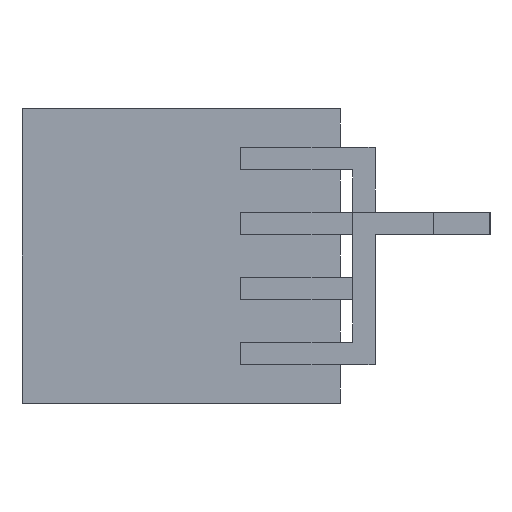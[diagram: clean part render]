
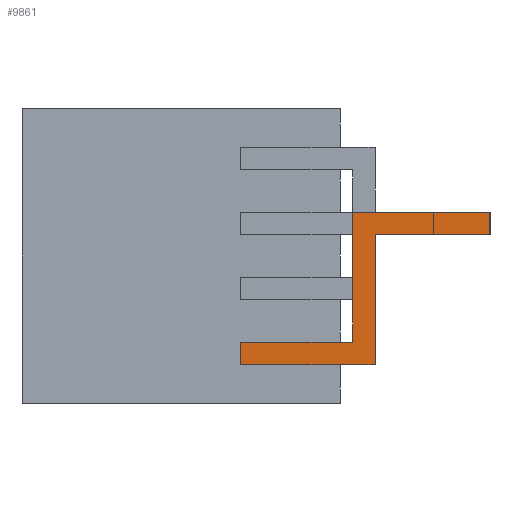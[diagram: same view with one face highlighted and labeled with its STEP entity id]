
A CAD part, left-side view. The second image highlights one B-rep face of the part: STEP entity #9861.
In plain terms, the highlighted planar face has unit normal (-1, 0, 0).
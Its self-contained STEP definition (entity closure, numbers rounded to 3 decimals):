
#328 = CARTESIAN_POINT ( 'NONE',  ( -999.5, -4.75, -6.9 ) ) ;
#1306 = DIRECTION ( 'NONE',  ( 1., 0., 0. ) ) ;
#2539 = VECTOR ( 'NONE', #4182, 1000. ) ;
#2759 = DIRECTION ( 'NONE',  ( 0., 1., 0. ) ) ;
#2779 = CARTESIAN_POINT ( 'NONE',  ( -999.5, -15.55, 1.7 ) ) ;
#2797 = CARTESIAN_POINT ( 'NONE',  ( -999.5, -15.55, -8.7 ) ) ;
#3474 = DIRECTION ( 'NONE',  ( 0., 0., 1. ) ) ;
#3648 = LINE ( 'NONE', #19202, #8431 ) ;
#4068 = CARTESIAN_POINT ( 'NONE',  ( -999.5, -15.55, 1.7 ) ) ;
#4182 = DIRECTION ( 'NONE',  ( 0., 1., 0. ) ) ;
#4798 = ORIENTED_EDGE ( 'NONE', *, *, #24331, .F. ) ;
#4836 = DIRECTION ( 'NONE',  ( 0., 1., 0. ) ) ;
#5294 = LINE ( 'NONE', #2797, #20989 ) ;
#5307 = LINE ( 'NONE', #12623, #15554 ) ;
#6303 = VERTEX_POINT ( 'NONE', #9682 ) ;
#6431 = CARTESIAN_POINT ( 'NONE',  ( -999.5, -4.75, -6.9 ) ) ;
#7054 = FACE_OUTER_BOUND ( 'NONE', #9876, .T. ) ;
#7061 = EDGE_CURVE ( 'NONE', #26448, #15904, #19014, .T. ) ;
#7960 = LINE ( 'NONE', #18486, #2539 ) ;
#8117 = CARTESIAN_POINT ( 'NONE',  ( -999.5, -24.75, 1.7 ) ) ;
#8358 = DIRECTION ( 'NONE',  ( 0., -1., 0. ) ) ;
#8431 = VECTOR ( 'NONE', #2759, 1000. ) ;
#8551 = ORIENTED_EDGE ( 'NONE', *, *, #14062, .F. ) ;
#9682 = CARTESIAN_POINT ( 'NONE',  ( -999.5, -4.75, -8.7 ) ) ;
#9732 = ORIENTED_EDGE ( 'NONE', *, *, #7061, .F. ) ;
#9861 = ADVANCED_FACE ( 'NONE', ( #7054 ), #11506, .F. ) ;
#9876 = EDGE_LOOP ( 'NONE', ( #14936, #24075, #15613, #15467, #4798, #10032, #22552, #9732, #8551, #11086 ) ) ;
#10032 = ORIENTED_EDGE ( 'NONE', *, *, #14633, .F. ) ;
#10634 = DIRECTION ( 'NONE',  ( 0., -1., 0. ) ) ;
#11047 = VERTEX_POINT ( 'NONE', #18711 ) ;
#11086 = ORIENTED_EDGE ( 'NONE', *, *, #12794, .F. ) ;
#11506 = PLANE ( 'NONE',  #18585 ) ;
#11538 = EDGE_CURVE ( 'NONE', #16384, #14179, #16251, .T. ) ;
#12025 = LINE ( 'NONE', #21322, #26445 ) ;
#12623 = CARTESIAN_POINT ( 'NONE',  ( -999.5, -4.75, -6.9 ) ) ;
#12686 = CARTESIAN_POINT ( 'NONE',  ( -999.5, -12.75, -6.9 ) ) ;
#12794 = EDGE_CURVE ( 'NONE', #14960, #6303, #5294, .T. ) ;
#12970 = DIRECTION ( 'NONE',  ( 0., 0., -1. ) ) ;
#13449 = EDGE_CURVE ( 'NONE', #14179, #16307, #3648, .T. ) ;
#13664 = CARTESIAN_POINT ( 'NONE',  ( -999.5, -13.75, -6.9 ) ) ;
#13879 = LINE ( 'NONE', #13664, #19327 ) ;
#14062 = EDGE_CURVE ( 'NONE', #6303, #26448, #23171, .T. ) ;
#14129 = DIRECTION ( 'NONE',  ( 0., 0., -1. ) ) ;
#14179 = VERTEX_POINT ( 'NONE', #8117 ) ;
#14633 = EDGE_CURVE ( 'NONE', #11047, #20736, #13879, .T. ) ;
#14718 = CARTESIAN_POINT ( 'NONE',  ( -999.5, -12.75, -8.7 ) ) ;
#14936 = ORIENTED_EDGE ( 'NONE', *, *, #22636, .F. ) ;
#14960 = VERTEX_POINT ( 'NONE', #14718 ) ;
#15467 = ORIENTED_EDGE ( 'NONE', *, *, #11538, .F. ) ;
#15554 = VECTOR ( 'NONE', #10634, 1000. ) ;
#15613 = ORIENTED_EDGE ( 'NONE', *, *, #13449, .F. ) ;
#15647 = DIRECTION ( 'NONE',  ( 0., 0., -1. ) ) ;
#15904 = VERTEX_POINT ( 'NONE', #12686 ) ;
#15922 = DIRECTION ( 'NONE',  ( 0., 0., 1. ) ) ;
#16251 = LINE ( 'NONE', #18246, #21700 ) ;
#16307 = VERTEX_POINT ( 'NONE', #4068 ) ;
#16384 = VERTEX_POINT ( 'NONE', #24748 ) ;
#17681 = VECTOR ( 'NONE', #15922, 1000. ) ;
#17779 = VERTEX_POINT ( 'NONE', #23764 ) ;
#18246 = CARTESIAN_POINT ( 'NONE',  ( -999.5, -24.75, 3.5 ) ) ;
#18486 = CARTESIAN_POINT ( 'NONE',  ( -999.5, -15.55, -8.7 ) ) ;
#18585 = AXIS2_PLACEMENT_3D ( 'NONE', #25866, #1306, #15647 ) ;
#18711 = CARTESIAN_POINT ( 'NONE',  ( -999.5, -13.75, -6.9 ) ) ;
#19014 = LINE ( 'NONE', #328, #23860 ) ;
#19202 = CARTESIAN_POINT ( 'NONE',  ( -999.5, -24.75, 1.7 ) ) ;
#19327 = VECTOR ( 'NONE', #3474, 1000. ) ;
#19340 = VECTOR ( 'NONE', #12970, 1000. ) ;
#19966 = LINE ( 'NONE', #2779, #19340 ) ;
#20736 = VERTEX_POINT ( 'NONE', #22069 ) ;
#20989 = VECTOR ( 'NONE', #4836, 1000. ) ;
#21322 = CARTESIAN_POINT ( 'NONE',  ( -999.5, -13.75, 3.5 ) ) ;
#21700 = VECTOR ( 'NONE', #14129, 1000. ) ;
#22069 = CARTESIAN_POINT ( 'NONE',  ( -999.5, -13.75, 3.5 ) ) ;
#22552 = ORIENTED_EDGE ( 'NONE', *, *, #25928, .F. ) ;
#22636 = EDGE_CURVE ( 'NONE', #17779, #14960, #7960, .T. ) ;
#23171 = LINE ( 'NONE', #24080, #17681 ) ;
#23400 = DIRECTION ( 'NONE',  ( 0., -1., 0. ) ) ;
#23764 = CARTESIAN_POINT ( 'NONE',  ( -999.5, -15.55, -8.7 ) ) ;
#23860 = VECTOR ( 'NONE', #8358, 1000. ) ;
#24075 = ORIENTED_EDGE ( 'NONE', *, *, #26577, .F. ) ;
#24080 = CARTESIAN_POINT ( 'NONE',  ( -999.5, -4.75, -8.7 ) ) ;
#24331 = EDGE_CURVE ( 'NONE', #20736, #16384, #12025, .T. ) ;
#24748 = CARTESIAN_POINT ( 'NONE',  ( -999.5, -24.75, 3.5 ) ) ;
#25866 = CARTESIAN_POINT ( 'NONE',  ( -999.5, 0., 0. ) ) ;
#25928 = EDGE_CURVE ( 'NONE', #15904, #11047, #5307, .T. ) ;
#26445 = VECTOR ( 'NONE', #23400, 1000. ) ;
#26448 = VERTEX_POINT ( 'NONE', #6431 ) ;
#26577 = EDGE_CURVE ( 'NONE', #16307, #17779, #19966, .T. ) ;
